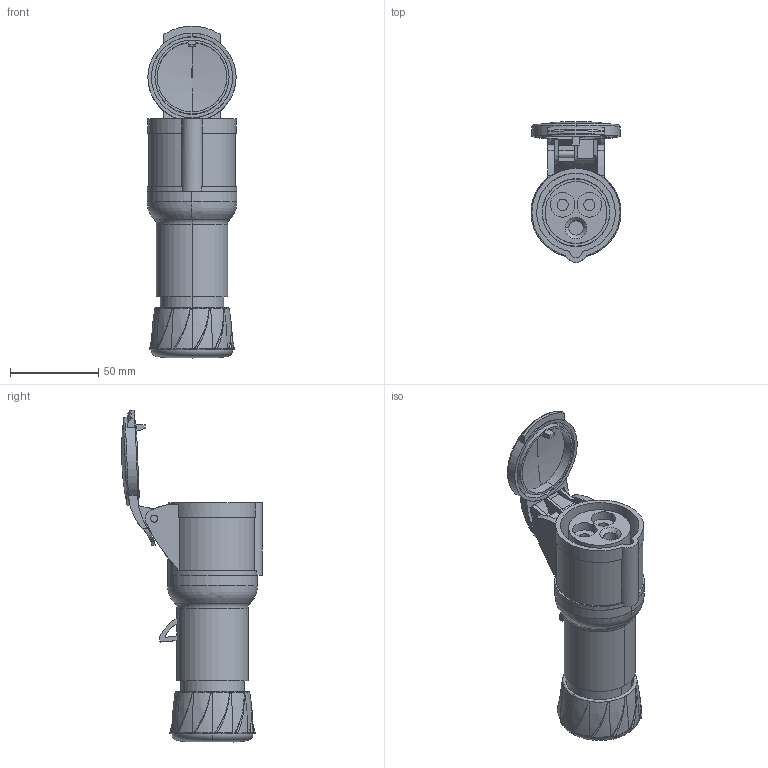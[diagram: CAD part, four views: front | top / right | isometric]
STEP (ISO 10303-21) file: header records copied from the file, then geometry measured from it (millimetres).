
FILE_DESCRIPTION((''),'2;1');
FILE_NAME('PKF16M423_3D-SIMPLIFIED_ASM','2022-10-24T17:05:04',('gines.fernandez'),(''),'CREO PARAMETRIC BY PTC INC, 2018260','CREO PARAMETRIC BY PTC INC, 2018260','');
FILE_SCHEMA(('CONFIG_CONTROL_DESIGN'));
Length unit declared in the file: inch
Products named in the file (8): PRT3; PRT1; PRT4; PRT6; PRT5; PRT2; PRT7; PKF16M423_3D-SIMPLIFIED_ASM
Assembly tree (7 placements, depth 2):
  PKF16M423_3D-SIMPLIFIED_ASM
    PRT3
    PRT1
    PRT4
    PRT6
    PRT5
    PRT2
    PRT7
Bounding box: 51 x 79.82 x 188.18 mm (x, y, z)
Volume: 139439.4 mm3; surface area: 79896.9 mm2
Topology: 7 solids, 7 shells, 460 faces, 1234 edges, 806 vertices
Faces by surface type: cylinder 184, plane 137, bspline 74, torus 40, cone 15, extrusion 6, sphere 4
Entity records: 19808 total; most frequent: CARTESIAN_POINT 8558, ORIENTED_EDGE 2456, DIRECTION 2211, EDGE_CURVE 1228, AXIS2_PLACEMENT_3D 919, VERTEX_POINT 806, CIRCLE 523, EDGE_LOOP 502
